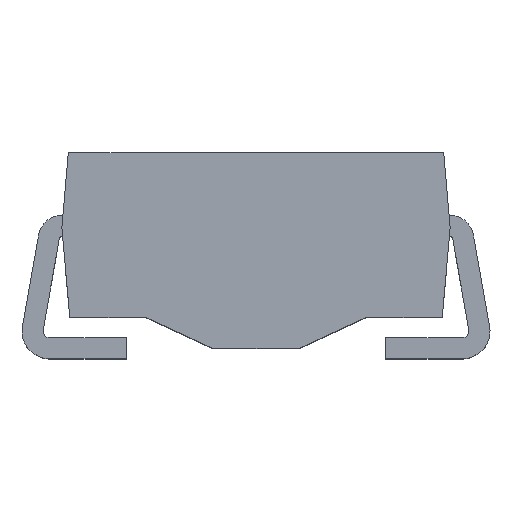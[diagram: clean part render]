
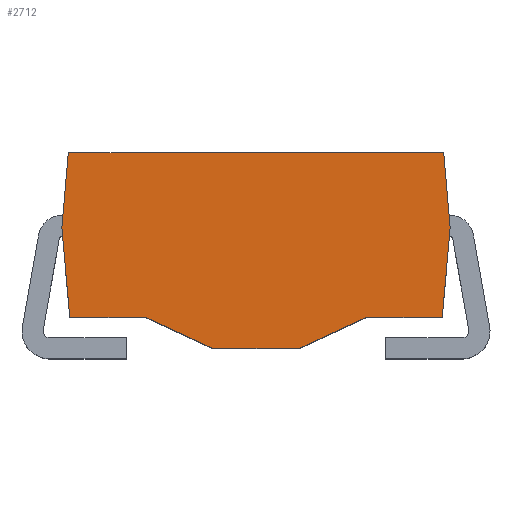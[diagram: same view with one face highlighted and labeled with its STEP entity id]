
A CAD part, top view. The second image highlights one B-rep face of the part: STEP entity #2712.
In plain terms, the highlighted planar face has unit normal (0, 0, 1).
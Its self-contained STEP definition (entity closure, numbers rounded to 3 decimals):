
#84=LINE('',#3599,#253);
#99=LINE('',#3831,#268);
#102=LINE('',#3837,#271);
#103=LINE('',#3839,#272);
#104=LINE('',#3841,#273);
#105=LINE('',#3842,#274);
#106=LINE('',#3844,#275);
#107=LINE('',#3846,#276);
#108=LINE('',#3848,#277);
#109=LINE('',#3850,#278);
#110=LINE('',#3852,#279);
#111=LINE('',#3854,#280);
#112=LINE('',#3856,#281);
#113=LINE('',#3858,#282);
#253=VECTOR('',#2972,1000.);
#268=VECTOR('',#2991,1000.);
#271=VECTOR('',#2996,1000.);
#272=VECTOR('',#2997,1000.);
#273=VECTOR('',#2998,1000.);
#274=VECTOR('',#2999,1000.);
#275=VECTOR('',#3000,1000.);
#276=VECTOR('',#3001,1000.);
#277=VECTOR('',#3002,1000.);
#278=VECTOR('',#3003,1000.);
#279=VECTOR('',#3004,1000.);
#280=VECTOR('',#3005,1000.);
#281=VECTOR('',#3006,1000.);
#282=VECTOR('',#3007,1000.);
#501=ORIENTED_EDGE('',*,*,#1087,.T.);
#502=ORIENTED_EDGE('',*,*,#1133,.F.);
#503=ORIENTED_EDGE('',*,*,#1134,.T.);
#504=ORIENTED_EDGE('',*,*,#1135,.T.);
#505=ORIENTED_EDGE('',*,*,#1130,.T.);
#506=ORIENTED_EDGE('',*,*,#1136,.T.);
#507=ORIENTED_EDGE('',*,*,#1137,.T.);
#508=ORIENTED_EDGE('',*,*,#1138,.T.);
#509=ORIENTED_EDGE('',*,*,#1139,.T.);
#510=ORIENTED_EDGE('',*,*,#1140,.T.);
#511=ORIENTED_EDGE('',*,*,#1141,.T.);
#512=ORIENTED_EDGE('',*,*,#1142,.T.);
#513=ORIENTED_EDGE('',*,*,#1143,.T.);
#514=ORIENTED_EDGE('',*,*,#1144,.T.);
#1087=EDGE_CURVE('',#1405,#1404,#84,.T.);
#1130=EDGE_CURVE('',#1446,#1447,#99,.T.);
#1133=EDGE_CURVE('',#1448,#1404,#102,.T.);
#1134=EDGE_CURVE('',#1448,#1449,#103,.T.);
#1135=EDGE_CURVE('',#1449,#1446,#104,.T.);
#1136=EDGE_CURVE('',#1447,#1450,#105,.T.);
#1137=EDGE_CURVE('',#1450,#1451,#106,.T.);
#1138=EDGE_CURVE('',#1451,#1452,#107,.T.);
#1139=EDGE_CURVE('',#1452,#1453,#108,.T.);
#1140=EDGE_CURVE('',#1453,#1454,#109,.T.);
#1141=EDGE_CURVE('',#1454,#1455,#110,.T.);
#1142=EDGE_CURVE('',#1455,#1456,#111,.T.);
#1143=EDGE_CURVE('',#1456,#1457,#112,.T.);
#1144=EDGE_CURVE('',#1457,#1405,#113,.T.);
#1404=VERTEX_POINT('',#3598);
#1405=VERTEX_POINT('',#3600);
#1446=VERTEX_POINT('',#3832);
#1447=VERTEX_POINT('',#3833);
#1448=VERTEX_POINT('',#3838);
#1449=VERTEX_POINT('',#3840);
#1450=VERTEX_POINT('',#3843);
#1451=VERTEX_POINT('',#3845);
#1452=VERTEX_POINT('',#3847);
#1453=VERTEX_POINT('',#3849);
#1454=VERTEX_POINT('',#3851);
#1455=VERTEX_POINT('',#3853);
#1456=VERTEX_POINT('',#3855);
#1457=VERTEX_POINT('',#3857);
#1718=EDGE_LOOP('',(#501,#502,#503,#504,#505,#506,#507,#508,#509,#510,#511,
#512,#513,#514));
#1847=FACE_BOUND('',#1718,.T.);
#1968=PLANE('',#2841);
#2712=ADVANCED_FACE('',(#1847),#1968,.T.);
#2841=AXIS2_PLACEMENT_3D('',#3836,#2994,#2995);
#2972=DIRECTION('',(-1.,0.,0.));
#2991=DIRECTION('',(-1.,0.,0.));
#2994=DIRECTION('',(0.,0.,1.));
#2995=DIRECTION('',(1.,0.,0.));
#2996=DIRECTION('',(0.,1.,0.));
#2997=DIRECTION('',(-1.,0.,0.));
#2998=DIRECTION('',(0.,1.,0.));
#2999=DIRECTION('',(-0.087,-0.996,0.));
#3000=DIRECTION('',(0.087,-0.996,0.));
#3001=DIRECTION('',(1.,0.,0.));
#3002=DIRECTION('',(0.908,-0.42,0.));
#3003=DIRECTION('',(1.,0.,0.));
#3004=DIRECTION('',(0.908,0.42,0.));
#3005=DIRECTION('',(1.,0.,0.));
#3006=DIRECTION('',(0.087,0.996,0.));
#3007=DIRECTION('',(-0.087,0.996,0.));
#3598=CARTESIAN_POINT('',(-1.209,1.005,1.335));
#3599=CARTESIAN_POINT('',(2.087,1.005,1.335));
#3600=CARTESIAN_POINT('',(2.049,1.005,1.335));
#3831=CARTESIAN_POINT('',(2.087,1.005,1.335));
#3832=CARTESIAN_POINT('',(-1.439,1.005,1.335));
#3833=CARTESIAN_POINT('',(-2.049,1.005,1.335));
#3836=CARTESIAN_POINT('',(0.,0.,1.335));
#3837=CARTESIAN_POINT('',(-1.209,1.003,1.335));
#3838=CARTESIAN_POINT('',(-1.209,1.003,1.335));
#3839=CARTESIAN_POINT('',(-1.209,1.003,1.335));
#3840=CARTESIAN_POINT('',(-1.439,1.003,1.335));
#3841=CARTESIAN_POINT('',(-1.439,1.003,1.335));
#3842=CARTESIAN_POINT('',(-2.049,1.002,1.335));
#3843=CARTESIAN_POINT('',(-2.12,0.193,1.335));
#3844=CARTESIAN_POINT('',(-2.121,0.201,1.335));
#3845=CARTESIAN_POINT('',(-2.034,-0.789,1.335));
#3846=CARTESIAN_POINT('',(-2.065,-0.789,1.335));
#3847=CARTESIAN_POINT('',(-1.209,-0.789,1.335));
#3848=CARTESIAN_POINT('',(-1.241,-0.774,1.335));
#3849=CARTESIAN_POINT('',(-0.472,-1.13,1.335));
#3850=CARTESIAN_POINT('',(-0.5,-1.13,1.335));
#3851=CARTESIAN_POINT('',(0.472,-1.13,1.335));
#3852=CARTESIAN_POINT('',(0.462,-1.134,1.335));
#3853=CARTESIAN_POINT('',(1.209,-0.789,1.335));
#3854=CARTESIAN_POINT('',(1.209,-0.789,1.335));
#3855=CARTESIAN_POINT('',(2.034,-0.789,1.335));
#3856=CARTESIAN_POINT('',(2.027,-0.869,1.335));
#3857=CARTESIAN_POINT('',(2.12,0.193,1.335));
#3858=CARTESIAN_POINT('',(2.12,0.193,1.335));
